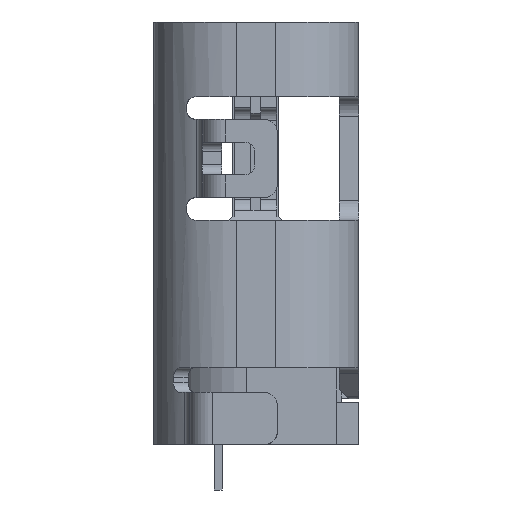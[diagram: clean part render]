
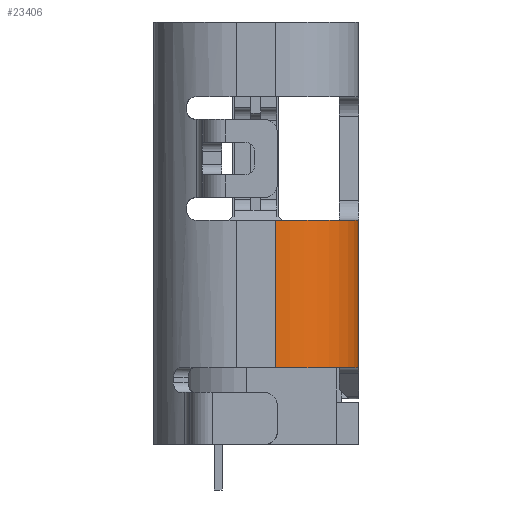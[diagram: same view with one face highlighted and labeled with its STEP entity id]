
A CAD part, left-side view. The second image highlights one B-rep face of the part: STEP entity #23406.
In plain terms, the highlighted cylindrical face has radius 1.28 mm (diameter 2.56 mm), a partial arc.
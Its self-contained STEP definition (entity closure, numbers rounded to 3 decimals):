
#188 = CARTESIAN_POINT ( 'NONE',  ( -4.47, -0.82, -3.22 ) ) ;
#448 = DIRECTION ( 'NONE',  ( 0., 0., -1. ) ) ;
#667 = DIRECTION ( 'NONE',  ( -1., 0., 0. ) ) ;
#1122 = CARTESIAN_POINT ( 'NONE',  ( -4.47, -0.82, -3.22 ) ) ;
#2285 = VECTOR ( 'NONE', #18964, 1000. ) ;
#3373 = VERTEX_POINT ( 'NONE', #15177 ) ;
#3677 = FACE_OUTER_BOUND ( 'NONE', #19460, .T. ) ;
#4096 = LINE ( 'NONE', #1122, #20985 ) ;
#4962 = EDGE_CURVE ( 'NONE', #22654, #22244, #4096, .T. ) ;
#7616 = CARTESIAN_POINT ( 'NONE',  ( -4.47, -0.82, -0.95 ) ) ;
#8176 = VERTEX_POINT ( 'NONE', #11637 ) ;
#8812 = EDGE_CURVE ( 'NONE', #8176, #22244, #19837, .T. ) ;
#11637 = CARTESIAN_POINT ( 'NONE',  ( -3.19, -2.1, -0.95 ) ) ;
#12265 = DIRECTION ( 'NONE',  ( 0., 0., -1. ) ) ;
#13249 = DIRECTION ( 'NONE',  ( 0., -1., 0. ) ) ;
#13343 = AXIS2_PLACEMENT_3D ( 'NONE', #23333, #19680, #23492 ) ;
#15177 = CARTESIAN_POINT ( 'NONE',  ( -3.19, -2.1, -3.22 ) ) ;
#16170 = ORIENTED_EDGE ( 'NONE', *, *, #21843, .F. ) ;
#16577 = CARTESIAN_POINT ( 'NONE',  ( -3.19, -0.82, -2.35 ) ) ;
#17027 = AXIS2_PLACEMENT_3D ( 'NONE', #16577, #12265, #667 ) ;
#17756 = ORIENTED_EDGE ( 'NONE', *, *, #4962, .F. ) ;
#18324 = CARTESIAN_POINT ( 'NONE',  ( -3.19, -0.82, -0.95 ) ) ;
#18964 = DIRECTION ( 'NONE',  ( 0., 0., -1. ) ) ;
#19438 = LINE ( 'NONE', #24085, #2285 ) ;
#19460 = EDGE_LOOP ( 'NONE', ( #21806, #16170, #24040, #17756 ) ) ;
#19680 = DIRECTION ( 'NONE',  ( 0., 0., 1. ) ) ;
#19837 = CIRCLE ( 'NONE', #24943, 1.28 ) ;
#20653 = CYLINDRICAL_SURFACE ( 'NONE', #17027, 1.28 ) ;
#20985 = VECTOR ( 'NONE', #24955, 1000. ) ;
#21806 = ORIENTED_EDGE ( 'NONE', *, *, #24137, .T. ) ;
#21843 = EDGE_CURVE ( 'NONE', #8176, #3373, #19438, .T. ) ;
#22244 = VERTEX_POINT ( 'NONE', #7616 ) ;
#22654 = VERTEX_POINT ( 'NONE', #188 ) ;
#23104 = CIRCLE ( 'NONE', #13343, 1.28 ) ;
#23333 = CARTESIAN_POINT ( 'NONE',  ( -3.19, -0.82, -3.22 ) ) ;
#23406 = ADVANCED_FACE ( 'NONE', ( #3677 ), #20653, .T. ) ;
#23492 = DIRECTION ( 'NONE',  ( -0.746, -0.666, 0. ) ) ;
#24040 = ORIENTED_EDGE ( 'NONE', *, *, #8812, .T. ) ;
#24085 = CARTESIAN_POINT ( 'NONE',  ( -3.19, -2.1, -0.95 ) ) ;
#24137 = EDGE_CURVE ( 'NONE', #22654, #3373, #23104, .T. ) ;
#24943 = AXIS2_PLACEMENT_3D ( 'NONE', #18324, #448, #13249 ) ;
#24955 = DIRECTION ( 'NONE',  ( 0., 0., 1. ) ) ;
